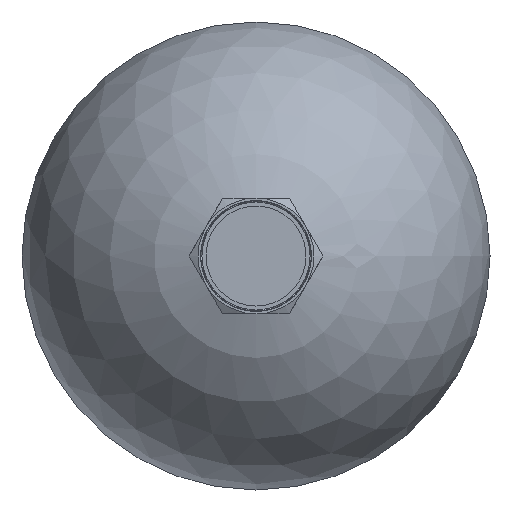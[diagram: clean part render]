
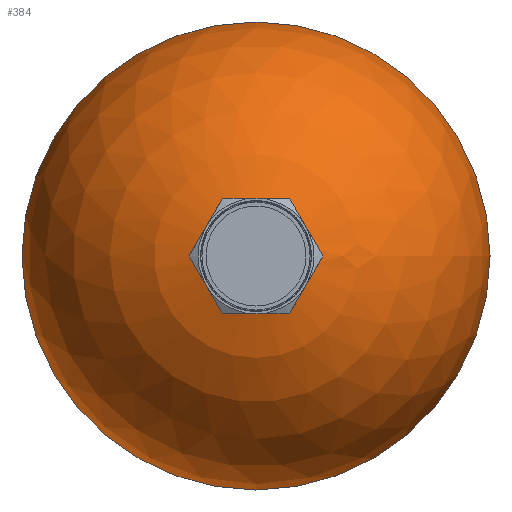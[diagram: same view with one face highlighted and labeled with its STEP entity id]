
A CAD part, left-side view. The second image highlights one B-rep face of the part: STEP entity #384.
In plain terms, the highlighted spherical face has radius 44.45 mm.
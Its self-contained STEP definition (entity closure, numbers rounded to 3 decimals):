
#190=CARTESIAN_POINT('',(-140.659,-25.4,0.));
#191=VERTEX_POINT('',#190);
#192=CARTESIAN_POINT('',(-140.659,19.05,0.0));
#193=DIRECTION('',(1.0,0.0,0.0));
#194=DIRECTION('',(0.0,1.0,0.0));
#195=AXIS2_PLACEMENT_3D('',#192,#193,#194);
#196=CIRCLE('',#195,44.45);
#197=EDGE_CURVE('',#191,#191,#196,.T.);
#358=CARTESIAN_POINT('',(-183.969,29.05,0.0));
#359=VERTEX_POINT('',#358);
#360=CARTESIAN_POINT('',(-183.969,19.05,0.0));
#361=DIRECTION('',(1.0,0.0,0.0));
#362=DIRECTION('',(0.0,1.0,0.0));
#363=AXIS2_PLACEMENT_3D('',#360,#361,#362);
#364=CIRCLE('',#363,10.0);
#365=EDGE_CURVE('',#359,#359,#364,.T.);
#373=CARTESIAN_POINT('',(-140.659,19.05,0.0));
#374=DIRECTION('',(1.0,0.0,0.0));
#375=DIRECTION('',(0.0,-1.0,0.0));
#376=AXIS2_PLACEMENT_3D('',#373,#374,#375);
#377=SPHERICAL_SURFACE('',#376,44.45);
#378=ORIENTED_EDGE('',*,*,#197,.F.);
#379=EDGE_LOOP('',(#378));
#380=FACE_OUTER_BOUND('',#379,.T.);
#381=ORIENTED_EDGE('',*,*,#365,.T.);
#382=EDGE_LOOP('',(#381));
#383=FACE_BOUND('',#382,.T.);
#384=ADVANCED_FACE('',(#380,#383),#377,.T.);
